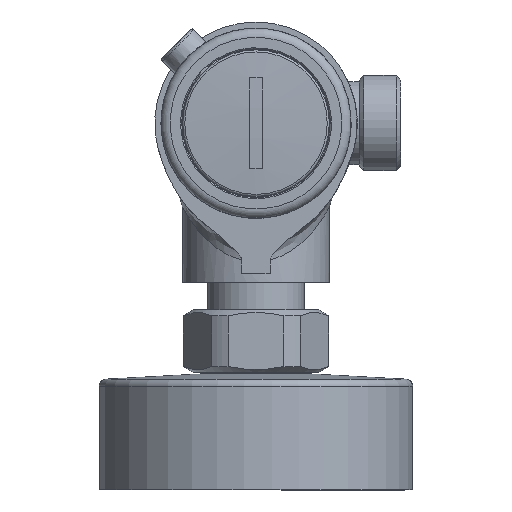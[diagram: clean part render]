
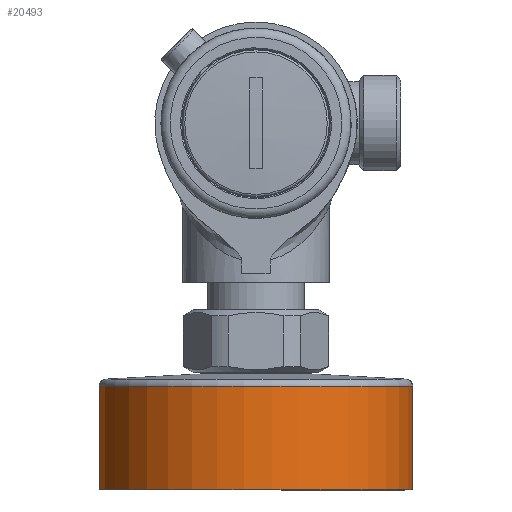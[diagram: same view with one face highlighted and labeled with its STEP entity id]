
A CAD part, left-side view. The second image highlights one B-rep face of the part: STEP entity #20493.
In plain terms, the highlighted cylindrical face has radius 33.75 mm (diameter 67.5 mm), a full revolution.
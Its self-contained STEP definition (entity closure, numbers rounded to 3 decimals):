
#1748 = VERTEX_POINT ( 'NONE', #12543 ) ;
#1790 = DIRECTION ( 'NONE',  ( 0.716, -0.698, 0. ) ) ;
#2002 = EDGE_CURVE ( 'NONE', #1748, #1748, #2739, .T. ) ;
#2739 = CIRCLE ( 'NONE', #8362, 33.75 ) ;
#2788 = DIRECTION ( 'NONE',  ( 0., 0., 1. ) ) ;
#4292 = DIRECTION ( 'NONE',  ( 0.716, -0.698, 0. ) ) ;
#5488 = ORIENTED_EDGE ( 'NONE', *, *, #16373, .F. ) ;
#5914 = DIRECTION ( 'NONE',  ( 0., 0., 1. ) ) ;
#7833 = CARTESIAN_POINT ( 'NONE',  ( 15.5, 0., -79.02 ) ) ;
#8129 = CARTESIAN_POINT ( 'NONE',  ( 15.5, 0., -56.64 ) ) ;
#8316 = FACE_OUTER_BOUND ( 'NONE', #17942, .T. ) ;
#8362 = AXIS2_PLACEMENT_3D ( 'NONE', #7833, #5914, #1790 ) ;
#9228 = CIRCLE ( 'NONE', #15638, 33.75 ) ;
#9741 = ORIENTED_EDGE ( 'NONE', *, *, #2002, .T. ) ;
#12543 = CARTESIAN_POINT ( 'NONE',  ( 39.678, -23.548, -79.02 ) ) ;
#12602 = DIRECTION ( 'NONE',  ( 0.716, -0.698, 0. ) ) ;
#15513 = AXIS2_PLACEMENT_3D ( 'NONE', #22346, #2788, #12602 ) ;
#15638 = AXIS2_PLACEMENT_3D ( 'NONE', #8129, #16027, #4292 ) ;
#16027 = DIRECTION ( 'NONE',  ( 0., 0., 1. ) ) ;
#16373 = EDGE_CURVE ( 'NONE', #25027, #25027, #9228, .T. ) ;
#16760 = CARTESIAN_POINT ( 'NONE',  ( 39.678, -23.548, -56.64 ) ) ;
#17942 = EDGE_LOOP ( 'NONE', ( #9741 ) ) ;
#19612 = FACE_OUTER_BOUND ( 'NONE', #24846, .T. ) ;
#20493 = ADVANCED_FACE ( 'NONE', ( #8316, #19612 ), #23359, .T. ) ;
#22346 = CARTESIAN_POINT ( 'NONE',  ( 15.5, 0., -51.54 ) ) ;
#23359 = CYLINDRICAL_SURFACE ( 'NONE', #15513, 33.75 ) ;
#24846 = EDGE_LOOP ( 'NONE', ( #5488 ) ) ;
#25027 = VERTEX_POINT ( 'NONE', #16760 ) ;
